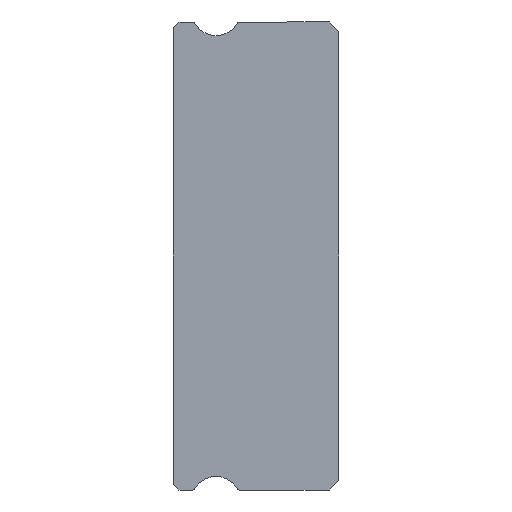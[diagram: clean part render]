
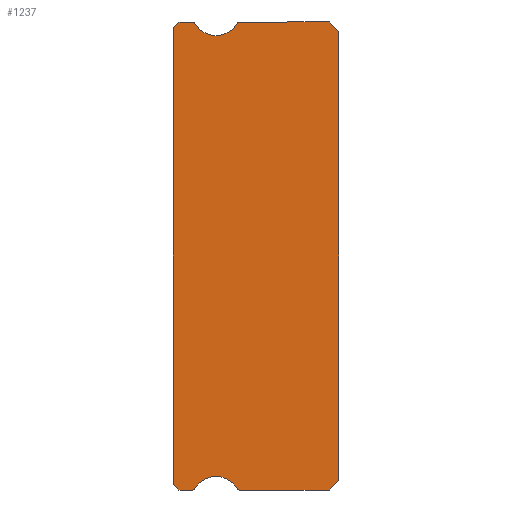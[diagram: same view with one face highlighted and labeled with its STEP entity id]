
A CAD part, left-side view. The second image highlights one B-rep face of the part: STEP entity #1237.
In plain terms, the highlighted planar face has unit normal (-1, 0, 0).
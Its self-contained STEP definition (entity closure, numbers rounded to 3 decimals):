
#108 = CARTESIAN_POINT ( 'NONE',  ( -10., 8.5, 11.7 ) ) ;
#243 = LINE ( 'NONE', #1738, #4741 ) ;
#263 = DIRECTION ( 'NONE',  ( 0., 0., 1. ) ) ;
#271 = CARTESIAN_POINT ( 'NONE',  ( -10., 5.088, -12. ) ) ;
#359 = DIRECTION ( 'NONE',  ( -1., 0., 0. ) ) ;
#433 = DIRECTION ( 'NONE',  ( 0., 0., -1. ) ) ;
#475 = VECTOR ( 'NONE', #2590, 1000. ) ;
#625 = DIRECTION ( 'NONE',  ( 0., 0., -1. ) ) ;
#648 = VECTOR ( 'NONE', #2918, 1000. ) ;
#649 = DIRECTION ( 'NONE',  ( -1., 0., 0. ) ) ;
#682 = AXIS2_PLACEMENT_3D ( 'NONE', #1057, #2279, #2556 ) ;
#745 = ORIENTED_EDGE ( 'NONE', *, *, #3128, .F. ) ;
#819 = CARTESIAN_POINT ( 'NONE',  ( -10., 6.3, 12.55 ) ) ;
#885 = EDGE_CURVE ( 'NONE', #2268, #4135, #243, .T. ) ;
#922 = ORIENTED_EDGE ( 'NONE', *, *, #2745, .T. ) ;
#955 = LINE ( 'NONE', #4307, #1345 ) ;
#968 = ORIENTED_EDGE ( 'NONE', *, *, #2566, .F. ) ;
#972 = CIRCLE ( 'NONE', #1827, 1.25 ) ;
#987 = VERTEX_POINT ( 'NONE', #4590 ) ;
#1057 = CARTESIAN_POINT ( 'NONE',  ( -10., 7.512, 11.85 ) ) ;
#1068 = AXIS2_PLACEMENT_3D ( 'NONE', #4055, #2610, #433 ) ;
#1155 = EDGE_CURVE ( 'NONE', #2406, #3991, #3728, .T. ) ;
#1166 = CARTESIAN_POINT ( 'NONE',  ( -10., 5.088, 12. ) ) ;
#1169 = CARTESIAN_POINT ( 'NONE',  ( -10., 8.2, -12. ) ) ;
#1172 = EDGE_CURVE ( 'NONE', #2148, #3576, #1364, .T. ) ;
#1176 = CARTESIAN_POINT ( 'NONE',  ( -10., 7.383, -11.925 ) ) ;
#1220 = VERTEX_POINT ( 'NONE', #3785 ) ;
#1237 = ADVANCED_FACE ( 'NONE', ( #1872 ), #4077, .F. ) ;
#1253 = DIRECTION ( 'NONE',  ( 0., 0.707, -0.707 ) ) ;
#1268 = EDGE_CURVE ( 'NONE', #1528, #1220, #4581, .T. ) ;
#1310 = DIRECTION ( 'NONE',  ( 0., 0., -1. ) ) ;
#1312 = VERTEX_POINT ( 'NONE', #1166 ) ;
#1345 = VECTOR ( 'NONE', #2498, 1000. ) ;
#1364 = LINE ( 'NONE', #4030, #2870 ) ;
#1386 = CARTESIAN_POINT ( 'NONE',  ( -10., 8.5, 11.7 ) ) ;
#1394 = VERTEX_POINT ( 'NONE', #1722 ) ;
#1429 = AXIS2_PLACEMENT_3D ( 'NONE', #2831, #2044, #1310 ) ;
#1465 = EDGE_CURVE ( 'NONE', #987, #1528, #1538, .T. ) ;
#1528 = VERTEX_POINT ( 'NONE', #4456 ) ;
#1538 = CIRCLE ( 'NONE', #682, 0.15 ) ;
#1601 = CARTESIAN_POINT ( 'NONE',  ( -10., 5.217, -11.925 ) ) ;
#1618 = CARTESIAN_POINT ( 'NONE',  ( -10., 0.5, -12. ) ) ;
#1722 = CARTESIAN_POINT ( 'NONE',  ( -10., 0.5, 12. ) ) ;
#1738 = CARTESIAN_POINT ( 'NONE',  ( -10., 0., 11.5 ) ) ;
#1789 = CARTESIAN_POINT ( 'NONE',  ( -10., 5.088, -11.85 ) ) ;
#1809 = CIRCLE ( 'NONE', #4545, 0.15 ) ;
#1827 = AXIS2_PLACEMENT_3D ( 'NONE', #819, #3340, #2659 ) ;
#1872 = FACE_OUTER_BOUND ( 'NONE', #4565, .T. ) ;
#1881 = EDGE_CURVE ( 'NONE', #987, #4345, #2998, .T. ) ;
#1897 = VECTOR ( 'NONE', #1253, 1000. ) ;
#1906 = EDGE_CURVE ( 'NONE', #1312, #1394, #3684, .T. ) ;
#1979 = VECTOR ( 'NONE', #3537, 1000. ) ;
#2017 = ORIENTED_EDGE ( 'NONE', *, *, #2734, .F. ) ;
#2034 = VERTEX_POINT ( 'NONE', #1618 ) ;
#2044 = DIRECTION ( 'NONE',  ( 1., 0., 0. ) ) ;
#2148 = VERTEX_POINT ( 'NONE', #3945 ) ;
#2175 = EDGE_CURVE ( 'NONE', #2560, #2781, #1809, .T. ) ;
#2208 = CARTESIAN_POINT ( 'NONE',  ( -10., 7.512, 12. ) ) ;
#2220 = ORIENTED_EDGE ( 'NONE', *, *, #1465, .F. ) ;
#2243 = ORIENTED_EDGE ( 'NONE', *, *, #4244, .T. ) ;
#2268 = VERTEX_POINT ( 'NONE', #2528 ) ;
#2279 = DIRECTION ( 'NONE',  ( 1., 0., 0. ) ) ;
#2289 = EDGE_CURVE ( 'NONE', #1394, #4135, #4433, .T. ) ;
#2406 = VERTEX_POINT ( 'NONE', #1176 ) ;
#2410 = CARTESIAN_POINT ( 'NONE',  ( -10., 8.2, -12. ) ) ;
#2498 = DIRECTION ( 'NONE',  ( 0., 1., 0. ) ) ;
#2528 = CARTESIAN_POINT ( 'NONE',  ( -10., 0., -11.5 ) ) ;
#2556 = DIRECTION ( 'NONE',  ( 0., 0., -1. ) ) ;
#2560 = VERTEX_POINT ( 'NONE', #271 ) ;
#2566 = EDGE_CURVE ( 'NONE', #2034, #2560, #955, .T. ) ;
#2590 = DIRECTION ( 'NONE',  ( 0., 0.707, -0.707 ) ) ;
#2609 = VERTEX_POINT ( 'NONE', #3988 ) ;
#2610 = DIRECTION ( 'NONE',  ( 1., 0., 0. ) ) ;
#2633 = ORIENTED_EDGE ( 'NONE', *, *, #2289, .F. ) ;
#2650 = CARTESIAN_POINT ( 'NONE',  ( -10., 0.5, 12. ) ) ;
#2657 = CARTESIAN_POINT ( 'NONE',  ( -10., 8.2, 12. ) ) ;
#2659 = DIRECTION ( 'NONE',  ( 0., 0., -1. ) ) ;
#2674 = VECTOR ( 'NONE', #3362, 1000. ) ;
#2692 = CIRCLE ( 'NONE', #2844, 1.25 ) ;
#2734 = EDGE_CURVE ( 'NONE', #2609, #1312, #4009, .T. ) ;
#2745 = EDGE_CURVE ( 'NONE', #4345, #3576, #3205, .T. ) ;
#2781 = VERTEX_POINT ( 'NONE', #1601 ) ;
#2806 = LINE ( 'NONE', #2410, #2920 ) ;
#2831 = CARTESIAN_POINT ( 'NONE',  ( -10., 5.088, 11.85 ) ) ;
#2844 = AXIS2_PLACEMENT_3D ( 'NONE', #4346, #649, #625 ) ;
#2853 = CARTESIAN_POINT ( 'NONE',  ( -10., 7.512, -12. ) ) ;
#2864 = ORIENTED_EDGE ( 'NONE', *, *, #2175, .F. ) ;
#2870 = VECTOR ( 'NONE', #263, 1000. ) ;
#2885 = DIRECTION ( 'NONE',  ( 0., 0., -1. ) ) ;
#2918 = DIRECTION ( 'NONE',  ( 0., -0.707, -0.707 ) ) ;
#2920 = VECTOR ( 'NONE', #4366, 1000. ) ;
#2958 = EDGE_CURVE ( 'NONE', #2781, #2406, #2692, .T. ) ;
#2960 = CARTESIAN_POINT ( 'NONE',  ( -10., 0., -11.5 ) ) ;
#2998 = LINE ( 'NONE', #2657, #4236 ) ;
#3109 = CARTESIAN_POINT ( 'NONE',  ( -10., 0., 11.5 ) ) ;
#3128 = EDGE_CURVE ( 'NONE', #1220, #2609, #972, .T. ) ;
#3169 = ORIENTED_EDGE ( 'NONE', *, *, #1172, .F. ) ;
#3205 = LINE ( 'NONE', #108, #1897 ) ;
#3227 = DIRECTION ( 'NONE',  ( 1., 0., 0. ) ) ;
#3235 = DIRECTION ( 'NONE',  ( 0., 0., 1. ) ) ;
#3248 = VERTEX_POINT ( 'NONE', #1169 ) ;
#3293 = ORIENTED_EDGE ( 'NONE', *, *, #1881, .T. ) ;
#3327 = EDGE_CURVE ( 'NONE', #2268, #2034, #3718, .T. ) ;
#3340 = DIRECTION ( 'NONE',  ( -1., 0., 0. ) ) ;
#3362 = DIRECTION ( 'NONE',  ( 0., -1., 0. ) ) ;
#3365 = CARTESIAN_POINT ( 'NONE',  ( -10., 6.3, 12.55 ) ) ;
#3537 = DIRECTION ( 'NONE',  ( 0., -1., 0. ) ) ;
#3560 = ORIENTED_EDGE ( 'NONE', *, *, #1268, .F. ) ;
#3576 = VERTEX_POINT ( 'NONE', #1386 ) ;
#3585 = LINE ( 'NONE', #2853, #1979 ) ;
#3594 = ORIENTED_EDGE ( 'NONE', *, *, #4241, .T. ) ;
#3601 = ORIENTED_EDGE ( 'NONE', *, *, #1155, .F. ) ;
#3626 = CARTESIAN_POINT ( 'NONE',  ( -10., 7.512, -12. ) ) ;
#3684 = LINE ( 'NONE', #2208, #2674 ) ;
#3718 = LINE ( 'NONE', #2960, #475 ) ;
#3728 = CIRCLE ( 'NONE', #4352, 0.15 ) ;
#3757 = DIRECTION ( 'NONE',  ( 0., 1., 0. ) ) ;
#3785 = CARTESIAN_POINT ( 'NONE',  ( -10., 6.3, 11.3 ) ) ;
#3845 = ORIENTED_EDGE ( 'NONE', *, *, #885, .T. ) ;
#3902 = ORIENTED_EDGE ( 'NONE', *, *, #3327, .F. ) ;
#3910 = ORIENTED_EDGE ( 'NONE', *, *, #2958, .F. ) ;
#3945 = CARTESIAN_POINT ( 'NONE',  ( -10., 8.5, -11.7 ) ) ;
#3988 = CARTESIAN_POINT ( 'NONE',  ( -10., 5.217, 11.925 ) ) ;
#3991 = VERTEX_POINT ( 'NONE', #3626 ) ;
#4009 = CIRCLE ( 'NONE', #1429, 0.15 ) ;
#4019 = ORIENTED_EDGE ( 'NONE', *, *, #1906, .F. ) ;
#4022 = CARTESIAN_POINT ( 'NONE',  ( -10., 8.2, 12. ) ) ;
#4030 = CARTESIAN_POINT ( 'NONE',  ( -10., 8.5, 11.85 ) ) ;
#4055 = CARTESIAN_POINT ( 'NONE',  ( -10., 7.512, 11.85 ) ) ;
#4077 = PLANE ( 'NONE',  #1068 ) ;
#4121 = AXIS2_PLACEMENT_3D ( 'NONE', #3365, #359, #4835 ) ;
#4135 = VERTEX_POINT ( 'NONE', #3109 ) ;
#4236 = VECTOR ( 'NONE', #3757, 1000. ) ;
#4241 = EDGE_CURVE ( 'NONE', #2148, #3248, #2806, .T. ) ;
#4244 = EDGE_CURVE ( 'NONE', #3248, #3991, #3585, .T. ) ;
#4307 = CARTESIAN_POINT ( 'NONE',  ( -10., 7.512, -12. ) ) ;
#4314 = DIRECTION ( 'NONE',  ( 1., 0., 0. ) ) ;
#4345 = VERTEX_POINT ( 'NONE', #4022 ) ;
#4346 = CARTESIAN_POINT ( 'NONE',  ( -10., 6.3, -12.55 ) ) ;
#4352 = AXIS2_PLACEMENT_3D ( 'NONE', #4764, #3227, #2885 ) ;
#4366 = DIRECTION ( 'NONE',  ( 0., -0.707, -0.707 ) ) ;
#4433 = LINE ( 'NONE', #2650, #648 ) ;
#4456 = CARTESIAN_POINT ( 'NONE',  ( -10., 7.383, 11.925 ) ) ;
#4545 = AXIS2_PLACEMENT_3D ( 'NONE', #1789, #4314, #4704 ) ;
#4565 = EDGE_LOOP ( 'NONE', ( #3169, #3594, #2243, #3601, #3910, #2864, #968, #3902, #3845, #2633, #4019, #2017, #745, #3560, #2220, #3293, #922 ) ) ;
#4581 = CIRCLE ( 'NONE', #4121, 1.25 ) ;
#4590 = CARTESIAN_POINT ( 'NONE',  ( -10., 7.512, 12. ) ) ;
#4704 = DIRECTION ( 'NONE',  ( 0., 0., -1. ) ) ;
#4741 = VECTOR ( 'NONE', #3235, 1000. ) ;
#4764 = CARTESIAN_POINT ( 'NONE',  ( -10., 7.512, -11.85 ) ) ;
#4835 = DIRECTION ( 'NONE',  ( 0., 0., -1. ) ) ;
